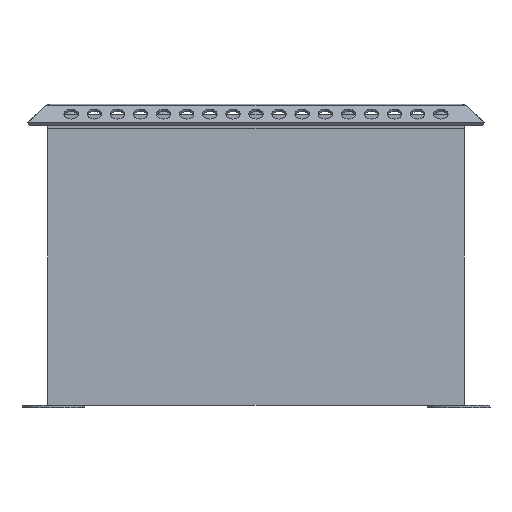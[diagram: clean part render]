
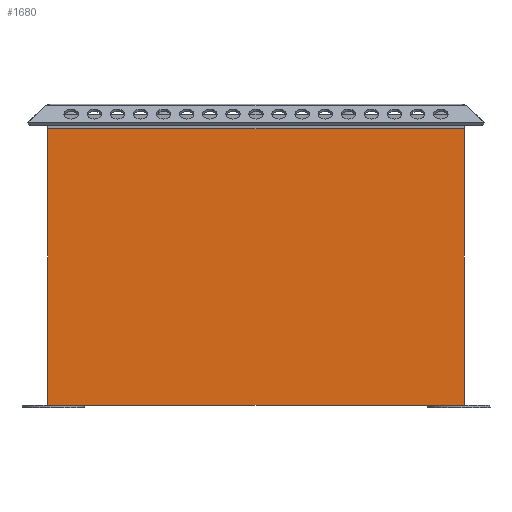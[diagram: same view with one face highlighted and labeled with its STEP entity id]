
A CAD part, front view. The second image highlights one B-rep face of the part: STEP entity #1680.
In plain terms, the highlighted planar face has unit normal (0, -1, 0).
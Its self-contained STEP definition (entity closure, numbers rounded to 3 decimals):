
#1680=ADVANCED_FACE('',(#2697),#2699,.T.);
#2697=FACE_BOUND('',#2698,.T.);
#2698=EDGE_LOOP('',(#14754,#14755,#14756,#14757));
#2699=PLANE('',#2700);
#2700=AXIS2_PLACEMENT_3D('',#2701,#2702,#2703);
#2701=CARTESIAN_POINT('',(-100.,-100.,0.));
#2702=DIRECTION('',(0.,-1.,0.));
#2703=DIRECTION('',(1.,0.,0.));
#14754=ORIENTED_EDGE('',*,*,#17155,.T.);
#14755=ORIENTED_EDGE('',*,*,#17156,.T.);
#14756=ORIENTED_EDGE('',*,*,#17080,.F.);
#14757=ORIENTED_EDGE('',*,*,#17153,.F.);
#17080=EDGE_CURVE('',#18337,#18339,#18340,.T.);
#17153=EDGE_CURVE('',#18474,#18337,#18476,.T.);
#17155=EDGE_CURVE('',#18474,#18478,#18479,.T.);
#17156=EDGE_CURVE('',#18478,#18339,#18480,.T.);
#18337=VERTEX_POINT('',#20750);
#18339=VERTEX_POINT('',#20754);
#18340=LINE('',#20755,#20756);
#18474=VERTEX_POINT('',#21188);
#18476=LINE('',#21192,#21193);
#18478=VERTEX_POINT('',#21198);
#18479=LINE('',#21199,#21200);
#18480=LINE('',#21202,#21203);
#20750=CARTESIAN_POINT('',(-100.,-100.,133.));
#20754=CARTESIAN_POINT('',(100.,-100.,133.));
#20755=CARTESIAN_POINT('',(-100.,-100.,133.));
#20756=VECTOR('',#20757,1.);
#20757=DIRECTION('',(1.,0.,0.));
#21188=CARTESIAN_POINT('',(-100.,-100.,0.));
#21192=CARTESIAN_POINT('',(-100.,-100.,0.));
#21193=VECTOR('',#21194,1.);
#21194=DIRECTION('',(0.,0.,1.));
#21198=CARTESIAN_POINT('',(100.,-100.,0.));
#21199=CARTESIAN_POINT('',(-100.,-100.,0.));
#21200=VECTOR('',#21201,1.);
#21201=DIRECTION('',(1.,0.,0.));
#21202=CARTESIAN_POINT('',(100.,-100.,0.));
#21203=VECTOR('',#21204,1.);
#21204=DIRECTION('',(0.,0.,1.));
